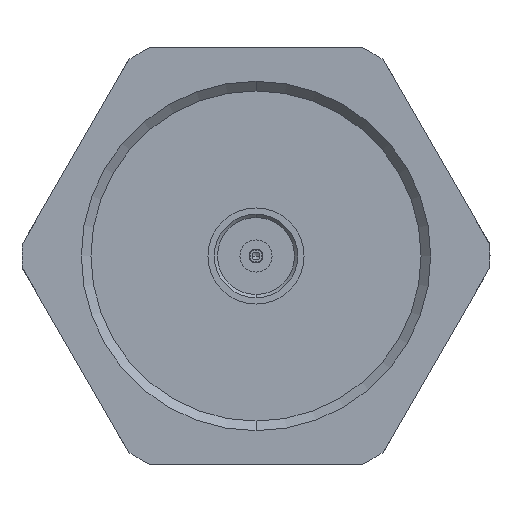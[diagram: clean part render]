
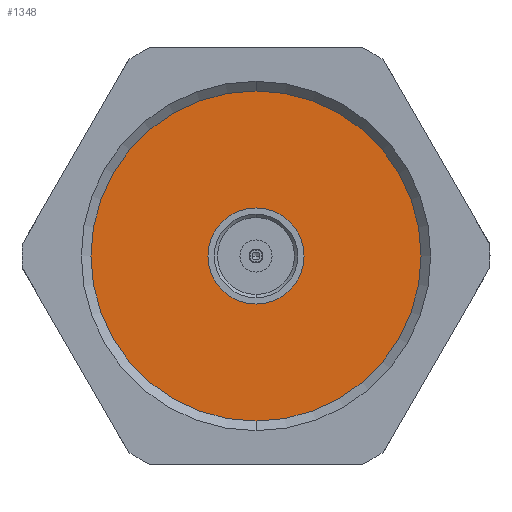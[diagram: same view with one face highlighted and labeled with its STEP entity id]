
A CAD part, left-side view. The second image highlights one B-rep face of the part: STEP entity #1348.
In plain terms, the highlighted planar face has unit normal (-1, 0, 0).
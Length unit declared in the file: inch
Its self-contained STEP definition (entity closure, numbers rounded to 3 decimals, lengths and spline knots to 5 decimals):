
#61 = EDGE_CURVE ( 'NONE', #3867, #1647, #3509, .T. ) ;
#109 = CIRCLE ( 'NONE', #2862, 0.20276 ) ;
#144 = FACE_BOUND ( 'NONE', #2135, .T. ) ;
#187 = CARTESIAN_POINT ( 'NONE',  ( 0.19685, 0., 0. ) ) ;
#446 = DIRECTION ( 'NONE',  ( -1., 0., 0. ) ) ;
#479 = CARTESIAN_POINT ( 'NONE',  ( 0.19685, -0.20276, 0. ) ) ;
#553 = AXIS2_PLACEMENT_3D ( 'NONE', #187, #2838, #1531 ) ;
#558 = CARTESIAN_POINT ( 'NONE',  ( 0.19685, 0.20276, 0. ) ) ;
#602 = CARTESIAN_POINT ( 'NONE',  ( 0.19685, 0., 0. ) ) ;
#645 = DIRECTION ( 'NONE',  ( -1., 0., 0. ) ) ;
#731 = CARTESIAN_POINT ( 'NONE',  ( 0.19685, 0., 0. ) ) ;
#872 = DIRECTION ( 'NONE',  ( 0., 1., 0. ) ) ;
#877 = DIRECTION ( 'NONE',  ( -1., 0., 0. ) ) ;
#1172 = EDGE_CURVE ( 'NONE', #1647, #3867, #3711, .T. ) ;
#1198 = ORIENTED_EDGE ( 'NONE', *, *, #61, .F. ) ;
#1269 = CARTESIAN_POINT ( 'NONE',  ( 0.19685, 0., 0. ) ) ;
#1348 = ADVANCED_FACE ( 'NONE', ( #144, #1491 ), #2460, .T. ) ;
#1475 = CARTESIAN_POINT ( 'NONE',  ( 0.19685, -0.05906, 0. ) ) ;
#1491 = FACE_OUTER_BOUND ( 'NONE', #1893, .T. ) ;
#1531 = DIRECTION ( 'NONE',  ( 0., 0., 1. ) ) ;
#1557 = EDGE_CURVE ( 'NONE', #1785, #2014, #109, .T. ) ;
#1647 = VERTEX_POINT ( 'NONE', #1475 ) ;
#1785 = VERTEX_POINT ( 'NONE', #558 ) ;
#1893 = EDGE_LOOP ( 'NONE', ( #4286, #2908 ) ) ;
#1899 = AXIS2_PLACEMENT_3D ( 'NONE', #1269, #877, #1934 ) ;
#1934 = DIRECTION ( 'NONE',  ( 0., 1., 0. ) ) ;
#1990 = DIRECTION ( 'NONE',  ( 0., 1., 0. ) ) ;
#2014 = VERTEX_POINT ( 'NONE', #479 ) ;
#2074 = DIRECTION ( 'NONE',  ( 0., 1., 0. ) ) ;
#2135 = EDGE_LOOP ( 'NONE', ( #1198, #3834 ) ) ;
#2431 = EDGE_CURVE ( 'NONE', #2014, #1785, #3520, .T. ) ;
#2460 = PLANE ( 'NONE',  #553 ) ;
#2497 = DIRECTION ( 'NONE',  ( -1., 0., 0. ) ) ;
#2751 = AXIS2_PLACEMENT_3D ( 'NONE', #3176, #446, #872 ) ;
#2838 = DIRECTION ( 'NONE',  ( -1., 0., 0. ) ) ;
#2862 = AXIS2_PLACEMENT_3D ( 'NONE', #731, #2497, #2074 ) ;
#2908 = ORIENTED_EDGE ( 'NONE', *, *, #2431, .T. ) ;
#2945 = AXIS2_PLACEMENT_3D ( 'NONE', #602, #645, #1990 ) ;
#3176 = CARTESIAN_POINT ( 'NONE',  ( 0.19685, 0., 0. ) ) ;
#3509 = CIRCLE ( 'NONE', #1899, 0.05906 ) ;
#3520 = CIRCLE ( 'NONE', #2751, 0.20276 ) ;
#3711 = CIRCLE ( 'NONE', #2945, 0.05906 ) ;
#3834 = ORIENTED_EDGE ( 'NONE', *, *, #1172, .F. ) ;
#3867 = VERTEX_POINT ( 'NONE', #4164 ) ;
#4164 = CARTESIAN_POINT ( 'NONE',  ( 0.19685, 0.05906, 0. ) ) ;
#4286 = ORIENTED_EDGE ( 'NONE', *, *, #1557, .T. ) ;
